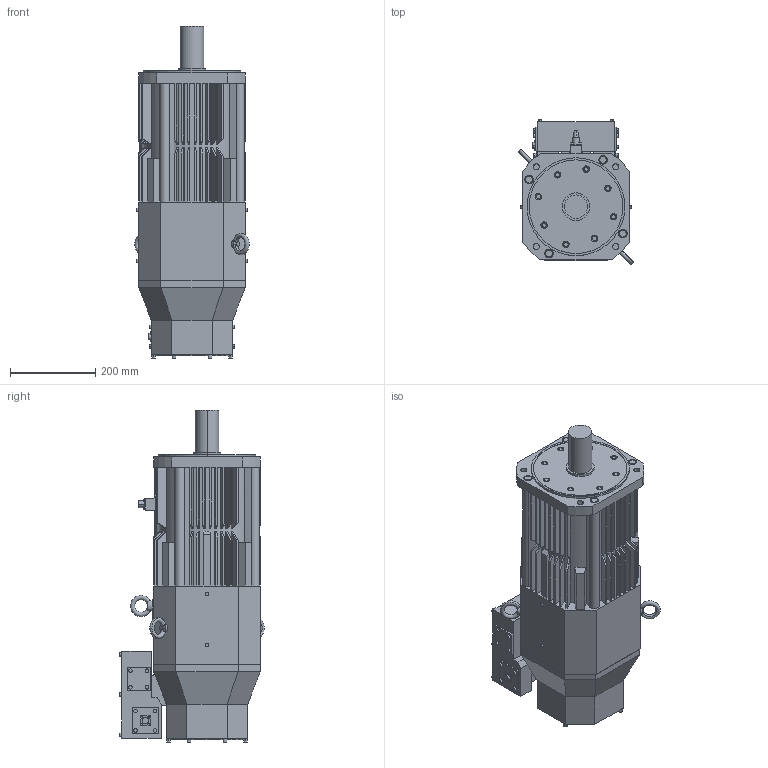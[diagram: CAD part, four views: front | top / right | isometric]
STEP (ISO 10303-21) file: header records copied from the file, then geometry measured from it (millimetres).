
FILE_DESCRIPTION((''),'2;1');
FILE_NAME('HA-LP22K2B_A_SW0001','2010-01-06T',('matsumoto-IT'),(''),'PRO/ENGINEER BY PARAMETRIC TECHNOLOGY CORPORATION, 2007390','PRO/ENGINEER BY PARAMETRIC TECHNOLOGY CORPORATION, 2007390','');
FILE_SCHEMA(('CONFIG_CONTROL_DESIGN'));
Length unit declared in the file: millimetre
Products named in the file (1): HA-LP22K2B_A_SW0001
Bounding box: 268.8 x 339.4 x 780 mm (x, y, z)
Volume: 35051005.7 mm3; surface area: 1195488.9 mm2
Topology: 1 solids, 1 shells, 622 faces, 1607 edges, 1059 vertices
Faces by surface type: plane 385, cylinder 170, cone 61, torus 6
Entity records: 20538 total; most frequent: CARTESIAN_POINT 5219, ORIENTED_EDGE 3202, DIRECTION 3119, EDGE_CURVE 1601, AXIS2_PLACEMENT_3D 1100, VERTEX_POINT 1059, VECTOR 919, LINE 919
